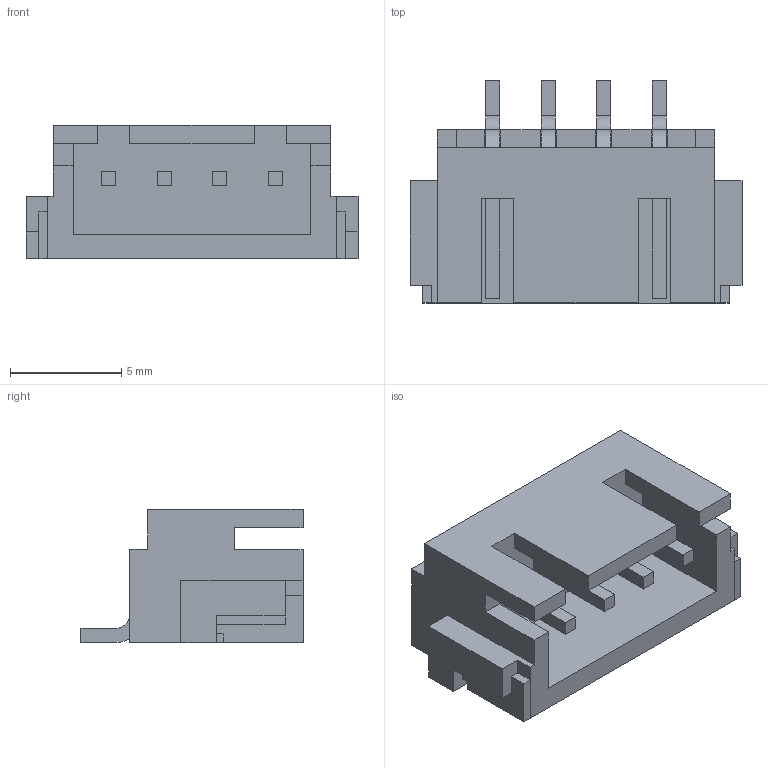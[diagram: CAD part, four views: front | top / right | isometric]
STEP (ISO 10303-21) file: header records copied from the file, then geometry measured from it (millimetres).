
FILE_DESCRIPTION(('FreeCAD Model'),'2;1');
FILE_NAME('S4B-XH-SM4-TB.step', '2016-01-22T21:45:08',('Author'),(''), 'Open CASCADE STEP processor 6.9','FreeCAD','Unknown');
FILE_SCHEMA(('AUTOMOTIVE_DESIGN { 1 0 10303 214 1 1 1 1 }'));
Length unit declared in the file: millimetre
Products named in the file (1): S4B-XH-SM4
Bounding box: 14.95 x 10 x 6 mm (x, y, z)
Volume: 361.3 mm3; surface area: 730.3 mm2
Topology: 1 solids, 1 shells, 154 faces, 422 edges, 278 vertices
Faces by surface type: plane 138, cylinder 16
Entity records: 11423 total; most frequent: CARTESIAN_POINT 1795, DIRECTION 1592, LINE 1202, VECTOR 1202, ORIENTED_EDGE 844, PCURVE 844, DEFINITIONAL_REPRESENTATION 844, EDGE_CURVE 422
